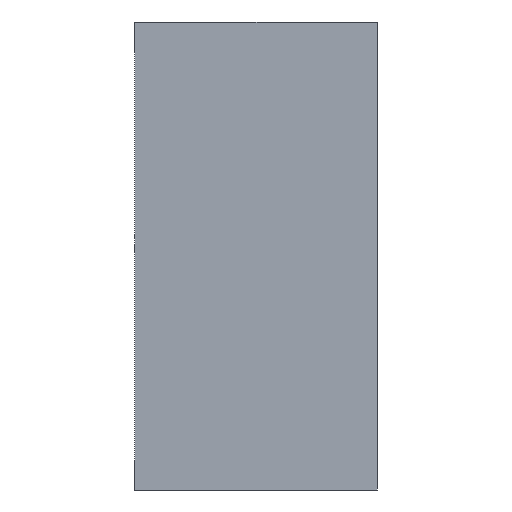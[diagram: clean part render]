
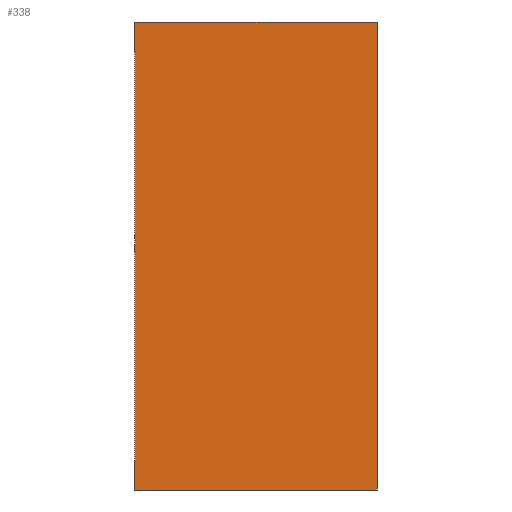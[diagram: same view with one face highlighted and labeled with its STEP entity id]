
A CAD part, left-side view. The second image highlights one B-rep face of the part: STEP entity #338.
In plain terms, the highlighted planar face has unit normal (-1, 0, 0).
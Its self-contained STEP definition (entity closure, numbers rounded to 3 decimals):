
#2 = VERTEX_POINT ( 'NONE', #122 ) ;
#53 = ORIENTED_EDGE ( 'NONE', *, *, #556, .F. ) ;
#54 = PLANE ( 'NONE',  #540 ) ;
#85 = CARTESIAN_POINT ( 'NONE',  ( -25.25, 12.2, 11.75 ) ) ;
#88 = EDGE_LOOP ( 'NONE', ( #186, #426, #53, #190 ) ) ;
#94 = LINE ( 'NONE', #85, #242 ) ;
#122 = CARTESIAN_POINT ( 'NONE',  ( -25.25, 0., -11.75 ) ) ;
#158 = DIRECTION ( 'NONE',  ( 0., 0., 1. ) ) ;
#178 = CARTESIAN_POINT ( 'NONE',  ( -25.25, 12.2, 11.75 ) ) ;
#186 = ORIENTED_EDGE ( 'NONE', *, *, #406, .T. ) ;
#190 = ORIENTED_EDGE ( 'NONE', *, *, #363, .T. ) ;
#191 = FACE_OUTER_BOUND ( 'NONE', #88, .T. ) ;
#217 = CARTESIAN_POINT ( 'NONE',  ( -25.25, 12.2, 11.75 ) ) ;
#234 = DIRECTION ( 'NONE',  ( 1., 0., 0. ) ) ;
#242 = VECTOR ( 'NONE', #410, 1000. ) ;
#258 = LINE ( 'NONE', #394, #280 ) ;
#272 = LINE ( 'NONE', #408, #548 ) ;
#278 = LINE ( 'NONE', #217, #353 ) ;
#280 = VECTOR ( 'NONE', #158, 1000. ) ;
#318 = CARTESIAN_POINT ( 'NONE',  ( -25.25, 12.2, 11.75 ) ) ;
#330 = CARTESIAN_POINT ( 'NONE',  ( -25.25, 12.2, -11.75 ) ) ;
#338 = ADVANCED_FACE ( 'NONE', ( #191 ), #54, .F. ) ;
#353 = VECTOR ( 'NONE', #359, 1000. ) ;
#359 = DIRECTION ( 'NONE',  ( 0., 0., 1. ) ) ;
#363 = EDGE_CURVE ( 'NONE', #378, #2, #272, .T. ) ;
#364 = DIRECTION ( 'NONE',  ( 0., -1., 0. ) ) ;
#370 = VERTEX_POINT ( 'NONE', #435 ) ;
#372 = DIRECTION ( 'NONE',  ( 0., 0., -1. ) ) ;
#378 = VERTEX_POINT ( 'NONE', #330 ) ;
#394 = CARTESIAN_POINT ( 'NONE',  ( -25.25, 0., 11.75 ) ) ;
#406 = EDGE_CURVE ( 'NONE', #2, #370, #258, .T. ) ;
#408 = CARTESIAN_POINT ( 'NONE',  ( -25.25, 12.2, -11.75 ) ) ;
#410 = DIRECTION ( 'NONE',  ( 0., -1., 0. ) ) ;
#426 = ORIENTED_EDGE ( 'NONE', *, *, #529, .F. ) ;
#435 = CARTESIAN_POINT ( 'NONE',  ( -25.25, 0., 11.75 ) ) ;
#529 = EDGE_CURVE ( 'NONE', #557, #370, #94, .T. ) ;
#540 = AXIS2_PLACEMENT_3D ( 'NONE', #318, #234, #372 ) ;
#548 = VECTOR ( 'NONE', #364, 1000. ) ;
#556 = EDGE_CURVE ( 'NONE', #378, #557, #278, .T. ) ;
#557 = VERTEX_POINT ( 'NONE', #178 ) ;
